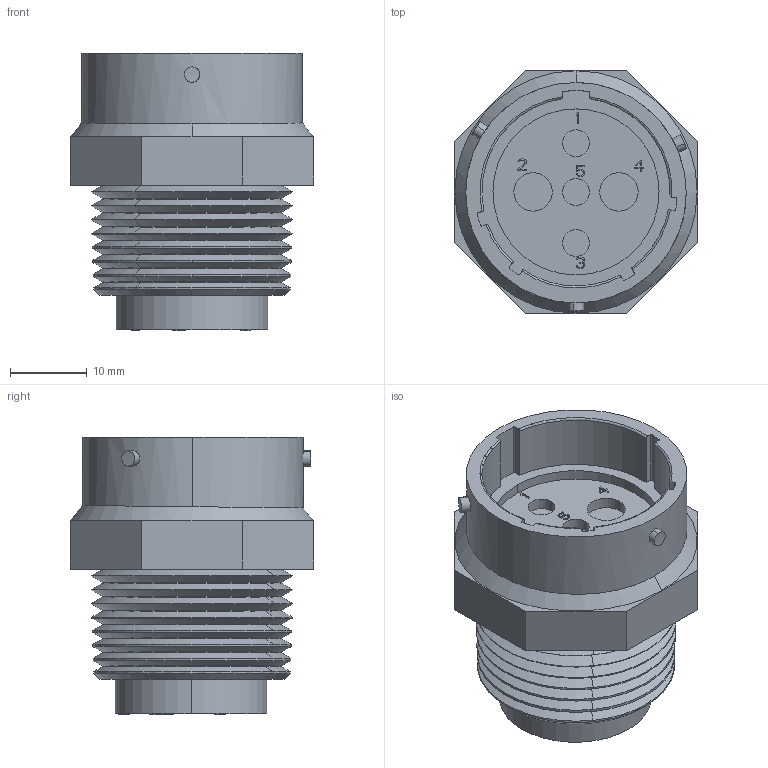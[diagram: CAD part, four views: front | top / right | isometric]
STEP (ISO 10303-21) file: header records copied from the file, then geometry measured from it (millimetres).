
FILE_DESCRIPTION((''),'2;1');
FILE_NAME('ABC','2013-02-15T',('Jiping'),('Souriau'),'PRO/ENGINEER BY PARAMETRIC TECHNOLOGY CORPORATION, 2010140','PRO/ENGINEER BY PARAMETRIC TECHNOLOGY CORPORATION, 2010140','');
FILE_SCHEMA(('CONFIG_CONTROL_DESIGN'));
Length unit declared in the file: millimetre
Products named in the file (1): ABC
Bounding box: 31.75 x 31.75 x 36.16 mm (x, y, z)
Volume: 16648.7 mm3; surface area: 6418.5 mm2
Topology: 1 solids, 1 shells, 476 faces, 1285 edges, 842 vertices
Faces by surface type: plane 340, cone 74, cylinder 57, torus 5
Entity records: 15152 total; most frequent: CARTESIAN_POINT 3011, ORIENTED_EDGE 2570, DIRECTION 2412, EDGE_CURVE 1285, VECTOR 1058, LINE 1058, VERTEX_POINT 842, AXIS2_PLACEMENT_3D 677
